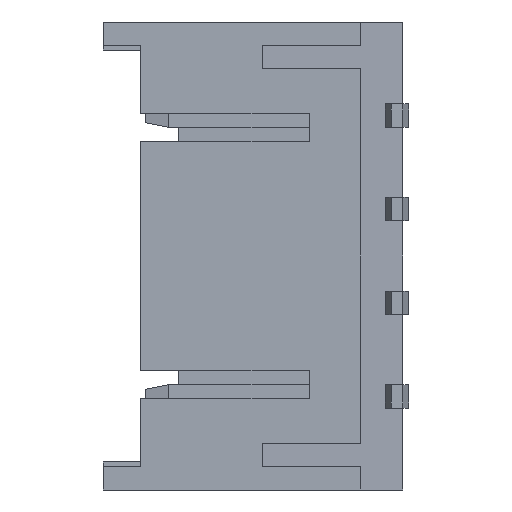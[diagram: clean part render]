
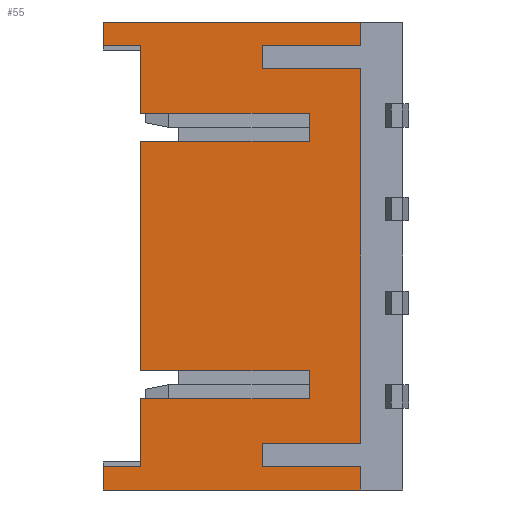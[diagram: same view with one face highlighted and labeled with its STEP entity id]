
A CAD part, left-side view. The second image highlights one B-rep face of the part: STEP entity #55.
In plain terms, the highlighted planar face has unit normal (-1, 0, 0).
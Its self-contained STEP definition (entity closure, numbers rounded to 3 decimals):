
#55=ADVANCED_FACE('',(#309),#310,.T.);
#309=FACE_OUTER_BOUND('',#806,.T.);
#310=PLANE('',#807);
#806=EDGE_LOOP('',(#1380,#1381,#1382,#1383,#1384,#1385,#1386,#1387,#1388,#1389,#1390,#1391,#1392,#1393,#1394,#1395,#1396,#1397,#1398,#1399,#1400,#1401,#1402,#1403));
#807=AXIS2_PLACEMENT_3D('',#1404,#1405,#1406);
#1380=ORIENTED_EDGE('',*,*,#3373,.T.);
#1381=ORIENTED_EDGE('',*,*,#3410,.F.);
#1382=ORIENTED_EDGE('',*,*,#3411,.F.);
#1383=ORIENTED_EDGE('',*,*,#3412,.T.);
#1384=ORIENTED_EDGE('',*,*,#3413,.F.);
#1385=ORIENTED_EDGE('',*,*,#3414,.F.);
#1386=ORIENTED_EDGE('',*,*,#3415,.F.);
#1387=ORIENTED_EDGE('',*,*,#3416,.F.);
#1388=ORIENTED_EDGE('',*,*,#3417,.F.);
#1389=ORIENTED_EDGE('',*,*,#3418,.F.);
#1390=ORIENTED_EDGE('',*,*,#3419,.F.);
#1391=ORIENTED_EDGE('',*,*,#3420,.F.);
#1392=ORIENTED_EDGE('',*,*,#3421,.F.);
#1393=ORIENTED_EDGE('',*,*,#3422,.F.);
#1394=ORIENTED_EDGE('',*,*,#3423,.F.);
#1395=ORIENTED_EDGE('',*,*,#3359,.T.);
#1396=ORIENTED_EDGE('',*,*,#3379,.T.);
#1397=ORIENTED_EDGE('',*,*,#3424,.T.);
#1398=ORIENTED_EDGE('',*,*,#3425,.F.);
#1399=ORIENTED_EDGE('',*,*,#3426,.F.);
#1400=ORIENTED_EDGE('',*,*,#3375,.T.);
#1401=ORIENTED_EDGE('',*,*,#3409,.T.);
#1402=ORIENTED_EDGE('',*,*,#3427,.F.);
#1403=ORIENTED_EDGE('',*,*,#3382,.F.);
#1404=CARTESIAN_POINT('',(-2.65,3.582,-5.0));
#1405=DIRECTION('',(-1.0,0.0,0.0));
#1406=DIRECTION('',(0.0,0.0,1.0));
#3359=EDGE_CURVE('',#4034,#4035,#4036,.T.);
#3373=EDGE_CURVE('',#4063,#4061,#4064,.T.);
#3375=EDGE_CURVE('',#4066,#4067,#4068,.T.);
#3379=EDGE_CURVE('',#4035,#4074,#4075,.T.);
#3382=EDGE_CURVE('',#4063,#4079,#4080,.T.);
#3409=EDGE_CURVE('',#4067,#4127,#4129,.T.);
#3410=EDGE_CURVE('',#4130,#4061,#4131,.T.);
#3411=EDGE_CURVE('',#4132,#4130,#4133,.T.);
#3412=EDGE_CURVE('',#4132,#4134,#4135,.T.);
#3413=EDGE_CURVE('',#4136,#4134,#4137,.T.);
#3414=EDGE_CURVE('',#4138,#4136,#4139,.T.);
#3415=EDGE_CURVE('',#4140,#4138,#4141,.T.);
#3416=EDGE_CURVE('',#4142,#4140,#4143,.T.);
#3417=EDGE_CURVE('',#4144,#4142,#4145,.T.);
#3418=EDGE_CURVE('',#4146,#4144,#4147,.T.);
#3419=EDGE_CURVE('',#4148,#4146,#4149,.T.);
#3420=EDGE_CURVE('',#4150,#4148,#4151,.T.);
#3421=EDGE_CURVE('',#4152,#4150,#4153,.T.);
#3422=EDGE_CURVE('',#4154,#4152,#4155,.T.);
#3423=EDGE_CURVE('',#4034,#4154,#4156,.T.);
#3424=EDGE_CURVE('',#4074,#4157,#4158,.T.);
#3425=EDGE_CURVE('',#4159,#4157,#4160,.T.);
#3426=EDGE_CURVE('',#4066,#4159,#4161,.T.);
#3427=EDGE_CURVE('',#4079,#4127,#4162,.T.);
#4034=VERTEX_POINT('',#5139);
#4035=VERTEX_POINT('',#5140);
#4036=LINE('',#5141,#5142);
#4061=VERTEX_POINT('',#5179);
#4063=VERTEX_POINT('',#5182);
#4064=LINE('',#5183,#5184);
#4066=VERTEX_POINT('',#5187);
#4067=VERTEX_POINT('',#5188);
#4068=LINE('',#5189,#5190);
#4074=VERTEX_POINT('',#5199);
#4075=LINE('',#5200,#5201);
#4079=VERTEX_POINT('',#5207);
#4080=LINE('',#5208,#5209);
#4127=VERTEX_POINT('',#5281);
#4129=LINE('',#5284,#5285);
#4130=VERTEX_POINT('',#5286);
#4131=LINE('',#5287,#5288);
#4132=VERTEX_POINT('',#5289);
#4133=LINE('',#5290,#5291);
#4134=VERTEX_POINT('',#5292);
#4135=LINE('',#5293,#5294);
#4136=VERTEX_POINT('',#5295);
#4137=LINE('',#5296,#5297);
#4138=VERTEX_POINT('',#5298);
#4139=LINE('',#5299,#5300);
#4140=VERTEX_POINT('',#5301);
#4141=LINE('',#5302,#5303);
#4142=VERTEX_POINT('',#5304);
#4143=LINE('',#5305,#5306);
#4144=VERTEX_POINT('',#5307);
#4145=LINE('',#5308,#5309);
#4146=VERTEX_POINT('',#5310);
#4147=LINE('',#5311,#5312);
#4148=VERTEX_POINT('',#5313);
#4149=LINE('',#5314,#5315);
#4150=VERTEX_POINT('',#5316);
#4151=LINE('',#5317,#5318);
#4152=VERTEX_POINT('',#5319);
#4153=LINE('',#5320,#5321);
#4154=VERTEX_POINT('',#5322);
#4155=LINE('',#5323,#5324);
#4156=LINE('',#5325,#5326);
#4157=VERTEX_POINT('',#5327);
#4158=LINE('',#5328,#5329);
#4159=VERTEX_POINT('',#5330);
#4160=LINE('',#5331,#5332);
#4161=LINE('',#5333,#5334);
#4162=LINE('',#5335,#5336);
#5139=CARTESIAN_POINT('',(-2.65,3.582,-5.0));
#5140=CARTESIAN_POINT('',(-2.65,-1.917,-5.0));
#5141=CARTESIAN_POINT('',(-2.65,3.582,-5.0));
#5142=VECTOR('',#6883,5.499);
#5179=CARTESIAN_POINT('',(-2.65,-1.917,5.0));
#5182=CARTESIAN_POINT('',(-2.65,-1.917,4.5));
#5183=CARTESIAN_POINT('',(-2.65,-1.917,4.5));
#5184=VECTOR('',#6897,0.5);
#5187=CARTESIAN_POINT('',(-2.65,-1.917,-4.0));
#5188=CARTESIAN_POINT('',(-2.65,-1.917,4.0));
#5189=CARTESIAN_POINT('',(-2.65,-1.917,-4.0));
#5190=VECTOR('',#6899,8.0);
#5199=CARTESIAN_POINT('',(-2.65,-1.917,-4.5));
#5200=CARTESIAN_POINT('',(-2.65,-1.917,-5.0));
#5201=VECTOR('',#6903,0.5);
#5207=CARTESIAN_POINT('',(-2.65,0.183,4.5));
#5208=CARTESIAN_POINT('',(-2.65,-1.917,4.5));
#5209=VECTOR('',#6906,2.1);
#5281=CARTESIAN_POINT('',(-2.65,0.183,4.0));
#5284=CARTESIAN_POINT('',(-2.65,-1.917,4.0));
#5285=VECTOR('',#6933,2.1);
#5286=CARTESIAN_POINT('',(-2.65,3.582,5.0));
#5287=CARTESIAN_POINT('',(-2.65,3.582,5.0));
#5288=VECTOR('',#6934,5.499);
#5289=CARTESIAN_POINT('',(-2.65,3.582,4.5));
#5290=CARTESIAN_POINT('',(-2.65,3.582,4.5));
#5291=VECTOR('',#6935,0.5);
#5292=CARTESIAN_POINT('',(-2.65,2.782,4.5));
#5293=CARTESIAN_POINT('',(-2.65,3.582,4.5));
#5294=VECTOR('',#6936,0.8);
#5295=CARTESIAN_POINT('',(-2.65,2.782,3.05));
#5296=CARTESIAN_POINT('',(-2.65,2.782,3.05));
#5297=VECTOR('',#6937,1.45);
#5298=CARTESIAN_POINT('',(-2.65,-0.818,3.05));
#5299=CARTESIAN_POINT('',(-2.65,-0.818,3.05));
#5300=VECTOR('',#6938,3.6);
#5301=CARTESIAN_POINT('',(-2.65,-0.818,2.45));
#5302=CARTESIAN_POINT('',(-2.65,-0.818,2.45));
#5303=VECTOR('',#6939,0.6);
#5304=CARTESIAN_POINT('',(-2.65,2.782,2.45));
#5305=CARTESIAN_POINT('',(-2.65,2.782,2.45));
#5306=VECTOR('',#6940,3.6);
#5307=CARTESIAN_POINT('',(-2.65,2.782,-2.45));
#5308=CARTESIAN_POINT('',(-2.65,2.782,-2.45));
#5309=VECTOR('',#6941,4.9);
#5310=CARTESIAN_POINT('',(-2.65,-0.818,-2.45));
#5311=CARTESIAN_POINT('',(-2.65,-0.818,-2.45));
#5312=VECTOR('',#6942,3.6);
#5313=CARTESIAN_POINT('',(-2.65,-0.818,-3.05));
#5314=CARTESIAN_POINT('',(-2.65,-0.818,-3.05));
#5315=VECTOR('',#6943,0.6);
#5316=CARTESIAN_POINT('',(-2.65,2.782,-3.05));
#5317=CARTESIAN_POINT('',(-2.65,2.782,-3.05));
#5318=VECTOR('',#6944,3.6);
#5319=CARTESIAN_POINT('',(-2.65,2.782,-4.5));
#5320=CARTESIAN_POINT('',(-2.65,2.782,-4.5));
#5321=VECTOR('',#6945,1.45);
#5322=CARTESIAN_POINT('',(-2.65,3.582,-4.5));
#5323=CARTESIAN_POINT('',(-2.65,3.582,-4.5));
#5324=VECTOR('',#6946,0.8);
#5325=CARTESIAN_POINT('',(-2.65,3.582,-5.0));
#5326=VECTOR('',#6947,0.5);
#5327=CARTESIAN_POINT('',(-2.65,0.183,-4.5));
#5328=CARTESIAN_POINT('',(-2.65,-1.917,-4.5));
#5329=VECTOR('',#6948,2.1);
#5330=CARTESIAN_POINT('',(-2.65,0.183,-4.0));
#5331=CARTESIAN_POINT('',(-2.65,0.183,-4.0));
#5332=VECTOR('',#6949,0.5);
#5333=CARTESIAN_POINT('',(-2.65,-1.917,-4.0));
#5334=VECTOR('',#6950,2.1);
#5335=CARTESIAN_POINT('',(-2.65,0.183,4.5));
#5336=VECTOR('',#6951,0.5);
#6883=DIRECTION('',(0.0,-1.0,0.0));
#6897=DIRECTION('',(0.0,0.0,1.0));
#6899=DIRECTION('',(0.0,0.0,1.0));
#6903=DIRECTION('',(0.0,0.0,1.0));
#6906=DIRECTION('',(0.0,1.0,0.0));
#6933=DIRECTION('',(0.0,1.0,0.0));
#6934=DIRECTION('',(0.0,-1.0,0.0));
#6935=DIRECTION('',(0.0,0.0,1.0));
#6936=DIRECTION('',(0.0,-1.0,0.0));
#6937=DIRECTION('',(0.0,0.0,1.0));
#6938=DIRECTION('',(0.0,1.0,0.0));
#6939=DIRECTION('',(0.0,0.0,1.0));
#6940=DIRECTION('',(0.0,-1.0,0.0));
#6941=DIRECTION('',(0.0,0.0,1.0));
#6942=DIRECTION('',(0.0,1.0,0.0));
#6943=DIRECTION('',(0.0,0.0,1.0));
#6944=DIRECTION('',(0.0,-1.0,0.0));
#6945=DIRECTION('',(0.0,0.0,1.0));
#6946=DIRECTION('',(0.0,-1.0,0.0));
#6947=DIRECTION('',(0.0,0.0,1.0));
#6948=DIRECTION('',(0.0,1.0,0.0));
#6949=DIRECTION('',(0.0,0.0,-1.0));
#6950=DIRECTION('',(0.0,1.0,0.0));
#6951=DIRECTION('',(0.0,0.0,-1.0));
